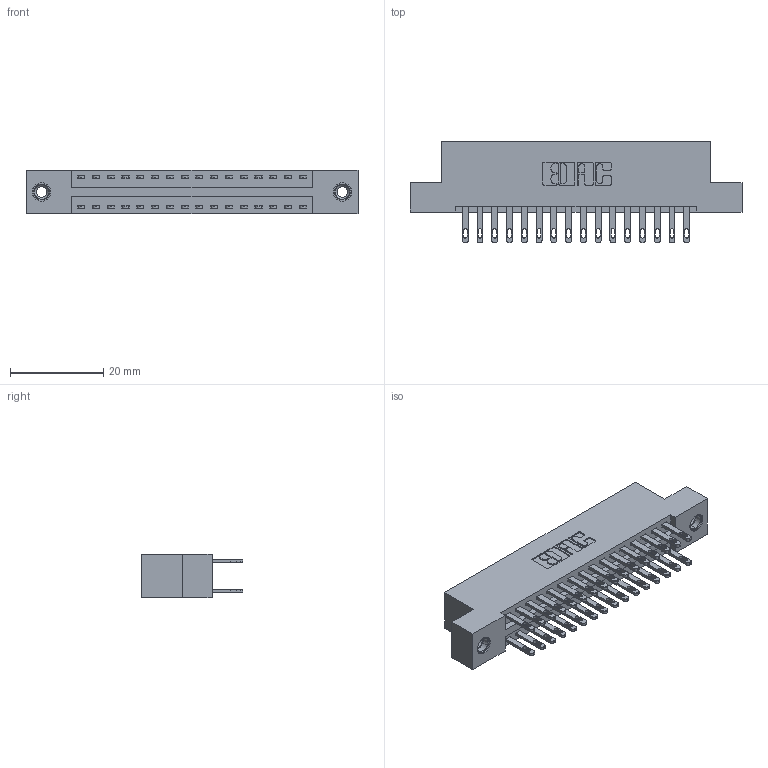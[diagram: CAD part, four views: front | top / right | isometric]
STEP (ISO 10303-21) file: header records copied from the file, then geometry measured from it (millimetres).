
FILE_DESCRIPTION (( 'STEP AP203' ), '1' );
FILE_NAME ('346-032-500-208.STEP', '2018-08-22T07:47:38', ( '' ), ( '' ), 'SwSTEP 2.0', 'SolidWorks 2016', '' );
FILE_SCHEMA (( 'CONFIG_CONTROL_DESIGN' ));
Length unit declared in the file: inch
Products named in the file (4): 346 Part_Flush Mounting Lugs - 0.156 Dia-TI; 345-292-001_345-293-100; 345-250-001_345-250-003-102; 346-032-500-208
Assembly tree (35 placements, depth 2):
  346-032-500-208
    346 Part_Flush Mounting Lugs - 0.156 Dia-TI
    345-292-001_345-293-100  x32
    345-250-001_345-250-003-102  x2
Bounding box: 71.37 x 21.84 x 9.4 mm (x, y, z)
Volume: 6849.2 mm3; surface area: 9361 mm2
Topology: 35 solids, 35 shells, 1718 faces, 5169 edges, 3438 vertices
Faces by surface type: plane 1036, cylinder 666, cone 12, torus 4
Entity records: 15058 total; most frequent: CARTESIAN_POINT 2499, ORIENTED_EDGE 2426, DIRECTION 2283, EDGE_CURVE 1213, VECTOR 993, LINE 993, VERTEX_POINT 804, AXIS2_PLACEMENT_3D 645
